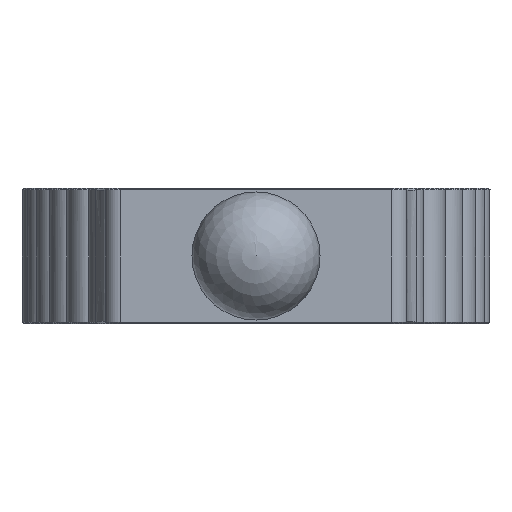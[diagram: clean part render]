
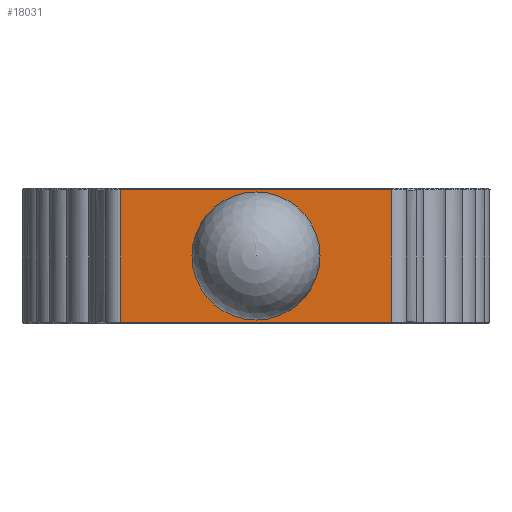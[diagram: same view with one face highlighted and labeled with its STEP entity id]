
A CAD part, front view. The second image highlights one B-rep face of the part: STEP entity #18031.
In plain terms, the highlighted planar face has unit normal (0, -1, 0).
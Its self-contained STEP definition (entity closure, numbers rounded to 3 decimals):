
#1081=FACE_BOUND('',#2969,.T.);
#1893=FACE_OUTER_BOUND('',#2968,.T.);
#2968=EDGE_LOOP('',(#14784,#14785,#14786,#14787));
#2969=EDGE_LOOP('',(#14788,#14789,#14790,#14791));
#3773=LINE('',#24743,#5662);
#3776=LINE('',#24751,#5665);
#4673=LINE('',#35540,#6562);
#4674=LINE('',#35546,#6563);
#4675=LINE('',#35548,#6564);
#4681=LINE('',#35564,#6570);
#4682=LINE('',#35565,#6571);
#4683=LINE('',#35566,#6572);
#5662=VECTOR('',#20468,10.);
#5665=VECTOR('',#20475,10.);
#6562=VECTOR('',#21972,10.);
#6563=VECTOR('',#21979,10.);
#6564=VECTOR('',#21982,10.);
#6570=VECTOR('',#22004,10.);
#6571=VECTOR('',#22005,10.);
#6572=VECTOR('',#22006,10.);
#7519=VERTEX_POINT('',#24739);
#7521=VERTEX_POINT('',#24742);
#7523=VERTEX_POINT('',#24748);
#7524=VERTEX_POINT('',#24750);
#8415=VERTEX_POINT('',#35536);
#8416=VERTEX_POINT('',#35538);
#8417=VERTEX_POINT('',#35542);
#8418=VERTEX_POINT('',#35544);
#9317=EDGE_CURVE('',#7519,#7521,#3773,.T.);
#9321=EDGE_CURVE('',#7524,#7523,#3776,.T.);
#10622=EDGE_CURVE('',#8415,#8416,#4673,.T.);
#10625=EDGE_CURVE('',#8418,#8417,#4674,.T.);
#10626=EDGE_CURVE('',#8418,#7524,#4675,.T.);
#10634=EDGE_CURVE('',#7523,#8417,#4681,.T.);
#10635=EDGE_CURVE('',#8415,#7519,#4682,.T.);
#10636=EDGE_CURVE('',#8416,#7521,#4683,.T.);
#14784=ORIENTED_EDGE('',*,*,#10626,.T.);
#14785=ORIENTED_EDGE('',*,*,#9321,.T.);
#14786=ORIENTED_EDGE('',*,*,#10634,.T.);
#14787=ORIENTED_EDGE('',*,*,#10625,.F.);
#14788=ORIENTED_EDGE('',*,*,#10635,.F.);
#14789=ORIENTED_EDGE('',*,*,#10622,.T.);
#14790=ORIENTED_EDGE('',*,*,#10636,.T.);
#14791=ORIENTED_EDGE('',*,*,#9317,.F.);
#17128=PLANE('',#19151);
#18031=ADVANCED_FACE('',(#1893,#1081),#17128,.T.);
#19151=AXIS2_PLACEMENT_3D('',#35563,#22002,#22003);
#20468=DIRECTION('',(0.,0.,-1.));
#20475=DIRECTION('',(0.,0.,-1.));
#21972=DIRECTION('',(0.,0.,-1.));
#21979=DIRECTION('',(0.,0.,-1.));
#21982=DIRECTION('',(-1.,0.,0.));
#22002=DIRECTION('center_axis',(0.,-1.,0.));
#22003=DIRECTION('ref_axis',(-1.,0.,0.));
#22004=DIRECTION('',(1.,0.,0.));
#22005=DIRECTION('',(-1.,0.,0.));
#22006=DIRECTION('',(-1.,0.,0.));
#24739=CARTESIAN_POINT('',(0.55,-92.016,1.8));
#24742=CARTESIAN_POINT('',(0.55,-92.016,-1.8));
#24743=CARTESIAN_POINT('',(0.55,-92.016,1.35));
#24748=CARTESIAN_POINT('',(-6.15,-92.016,-4.4));
#24750=CARTESIAN_POINT('',(-6.15,-92.016,4.4));
#24751=CARTESIAN_POINT('',(-6.15,-92.016,2.25));
#35536=CARTESIAN_POINT('',(5.15,-92.016,1.8));
#35538=CARTESIAN_POINT('',(5.15,-92.016,-1.8));
#35540=CARTESIAN_POINT('',(5.15,-92.016,1.35));
#35542=CARTESIAN_POINT('',(11.85,-92.016,-4.4));
#35544=CARTESIAN_POINT('',(11.85,-92.016,4.4));
#35546=CARTESIAN_POINT('',(11.85,-92.016,2.25));
#35548=CARTESIAN_POINT('',(1.15,-92.016,4.4));
#35563=CARTESIAN_POINT('Origin',(12.85,-92.016,4.5));
#35564=CARTESIAN_POINT('',(-5.45,-92.016,-4.4));
#35565=CARTESIAN_POINT('',(-3.3,-92.016,1.8));
#35566=CARTESIAN_POINT('',(6.7,-92.016,-1.8));
